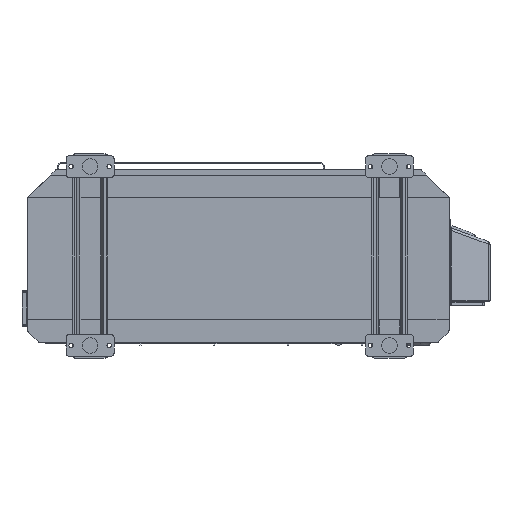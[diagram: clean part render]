
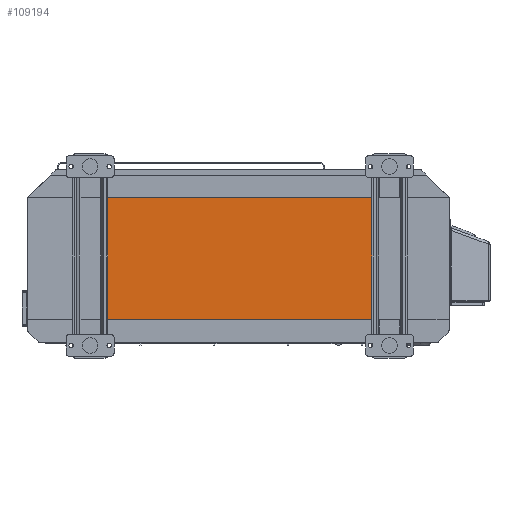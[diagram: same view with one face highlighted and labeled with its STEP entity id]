
A CAD part, front view. The second image highlights one B-rep face of the part: STEP entity #109194.
In plain terms, the highlighted planar face has unit normal (0, -1, 0).
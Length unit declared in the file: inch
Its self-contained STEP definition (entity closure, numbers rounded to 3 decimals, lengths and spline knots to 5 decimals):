
#3984 = DIRECTION ( 'NONE',  ( -1., 0., 0. ) ) ;
#4562 = EDGE_CURVE ( 'NONE', #99543, #13612, #12912, .T. ) ;
#7708 = DIRECTION ( 'NONE',  ( 0., 0., 1. ) ) ;
#9658 = ORIENTED_EDGE ( 'NONE', *, *, #42430, .F. ) ;
#12245 = CARTESIAN_POINT ( 'NONE',  ( -11.99568, 0., 5.125 ) ) ;
#12638 = EDGE_CURVE ( 'NONE', #99543, #20248, #15067, .T. ) ;
#12912 = LINE ( 'NONE', #62035, #51783 ) ;
#13612 = VERTEX_POINT ( 'NONE', #109348 ) ;
#15067 = LINE ( 'NONE', #108843, #109794 ) ;
#19100 = DIRECTION ( 'NONE',  ( 0., 0., -1. ) ) ;
#20248 = VERTEX_POINT ( 'NONE', #12245 ) ;
#20652 = CARTESIAN_POINT ( 'NONE',  ( -11.99568, 0., 0. ) ) ;
#22876 = DIRECTION ( 'NONE',  ( -1., 0., 0. ) ) ;
#24422 = FACE_OUTER_BOUND ( 'NONE', #83607, .T. ) ;
#24894 = CARTESIAN_POINT ( 'NONE',  ( -11.99568, 0., -5.625 ) ) ;
#30234 = CARTESIAN_POINT ( 'NONE',  ( 69.0975, 0., -5.625 ) ) ;
#38608 = LINE ( 'NONE', #30234, #93368 ) ;
#42430 = EDGE_CURVE ( 'NONE', #13612, #58887, #38608, .T. ) ;
#47212 = ORIENTED_EDGE ( 'NONE', *, *, #12638, .T. ) ;
#48198 = VECTOR ( 'NONE', #88719, 39.37008 ) ;
#50986 = AXIS2_PLACEMENT_3D ( 'NONE', #58464, #92555, #7708 ) ;
#51783 = VECTOR ( 'NONE', #19100, 39.37008 ) ;
#58464 = CARTESIAN_POINT ( 'NONE',  ( 0., 0., 0. ) ) ;
#58887 = VERTEX_POINT ( 'NONE', #24894 ) ;
#62035 = CARTESIAN_POINT ( 'NONE',  ( 12.24568, 0., 0. ) ) ;
#62818 = CARTESIAN_POINT ( 'NONE',  ( 12.24568, 0., 5.125 ) ) ;
#65779 = PLANE ( 'NONE',  #50986 ) ;
#67237 = EDGE_CURVE ( 'NONE', #58887, #20248, #90918, .T. ) ;
#83607 = EDGE_LOOP ( 'NONE', ( #88044, #47212, #88765, #9658 ) ) ;
#88044 = ORIENTED_EDGE ( 'NONE', *, *, #4562, .F. ) ;
#88719 = DIRECTION ( 'NONE',  ( 0., 0., 1. ) ) ;
#88765 = ORIENTED_EDGE ( 'NONE', *, *, #67237, .F. ) ;
#90918 = LINE ( 'NONE', #20652, #48198 ) ;
#92555 = DIRECTION ( 'NONE',  ( 0., 1., 0. ) ) ;
#93368 = VECTOR ( 'NONE', #3984, 39.37008 ) ;
#99543 = VERTEX_POINT ( 'NONE', #62818 ) ;
#108843 = CARTESIAN_POINT ( 'NONE',  ( 69.0975, 0., 5.125 ) ) ;
#109194 = ADVANCED_FACE ( 'NONE', ( #24422 ), #65779, .F. ) ;
#109348 = CARTESIAN_POINT ( 'NONE',  ( 12.24568, 0., -5.625 ) ) ;
#109794 = VECTOR ( 'NONE', #22876, 39.37008 ) ;
